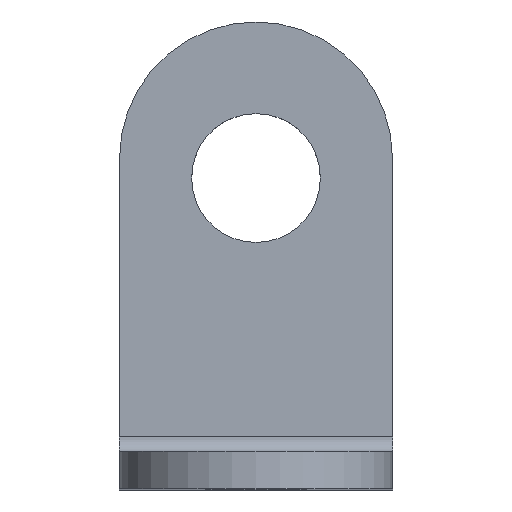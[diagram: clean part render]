
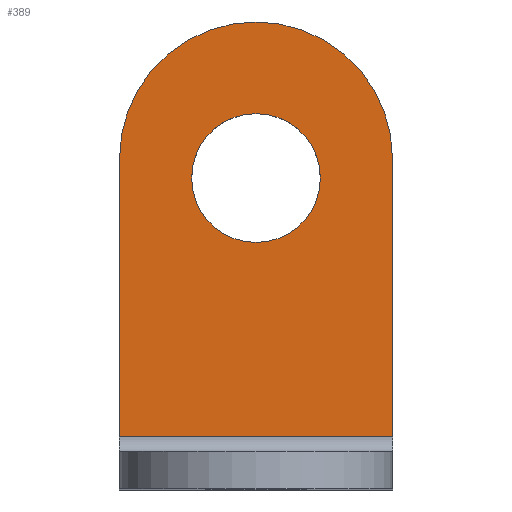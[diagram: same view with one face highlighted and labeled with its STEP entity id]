
A CAD part, top view. The second image highlights one B-rep face of the part: STEP entity #389.
In plain terms, the highlighted planar face has unit normal (0, 0, 1).
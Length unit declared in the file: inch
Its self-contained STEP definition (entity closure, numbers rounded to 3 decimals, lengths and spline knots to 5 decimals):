
#23=DIRECTION('',(0.,1.,0.));
#24=VECTOR('',#23,0.357);
#25=CARTESIAN_POINT('',(0.175,0.068,0.048));
#26=LINE('',#25,#24);
#40=CARTESIAN_POINT('',(0.,0.425,0.048));
#41=DIRECTION('',(0.,0.,1.));
#42=DIRECTION('',(1.,0.,0.));
#43=AXIS2_PLACEMENT_3D('',#40,#41,#42);
#45=DIRECTION('',(0.,1.,0.));
#46=VECTOR('',#45,0.357);
#47=CARTESIAN_POINT('',(-0.175,0.068,0.048));
#48=LINE('',#47,#46);
#71=DIRECTION('',(-1.,0.,0.));
#72=VECTOR('',#71,0.35);
#73=CARTESIAN_POINT('',(0.175,0.068,0.048));
#74=LINE('',#73,#72);
#75=CARTESIAN_POINT('',(0.,0.4,0.048));
#76=DIRECTION('',(0.,0.,1.));
#77=DIRECTION('',(1.,0.,0.));
#78=AXIS2_PLACEMENT_3D('',#75,#76,#77);
#80=CARTESIAN_POINT('',(0.,0.4,0.048));
#81=DIRECTION('',(0.,0.,1.));
#82=DIRECTION('',(-1.,0.,0.));
#83=AXIS2_PLACEMENT_3D('',#80,#81,#82);
#238=CARTESIAN_POINT('',(0.175,0.068,0.048));
#240=VERTEX_POINT('',#238);
#246=CARTESIAN_POINT('',(-0.175,0.068,0.048));
#248=VERTEX_POINT('',#246);
#285=CARTESIAN_POINT('',(0.0825,0.4,0.048));
#286=CARTESIAN_POINT('',(-0.0825,0.4,0.048));
#287=VERTEX_POINT('',#285);
#288=VERTEX_POINT('',#286);
#302=CARTESIAN_POINT('',(-0.175,0.425,0.048));
#304=VERTEX_POINT('',#302);
#307=CARTESIAN_POINT('',(0.175,0.425,0.048));
#308=VERTEX_POINT('',#307);
#371=CARTESIAN_POINT('',(0.175,0.068,0.048));
#372=DIRECTION('',(0.,0.,1.));
#373=DIRECTION('',(0.,1.,0.));
#374=AXIS2_PLACEMENT_3D('',#371,#372,#373);
#375=PLANE('',#374);
#376=ORIENTED_EDGE('',*,*,#343,.F.);
#377=ORIENTED_EDGE('',*,*,#328,.F.);
#379=ORIENTED_EDGE('',*,*,#378,.T.);
#380=ORIENTED_EDGE('',*,*,#354,.T.);
#381=EDGE_LOOP('',(#376,#377,#379,#380));
#382=FACE_OUTER_BOUND('',#381,.F.);
#384=ORIENTED_EDGE('',*,*,#383,.T.);
#386=ORIENTED_EDGE('',*,*,#385,.T.);
#387=EDGE_LOOP('',(#384,#386));
#388=FACE_BOUND('',#387,.F.);
#389=ADVANCED_FACE('',(#382,#388),#375,.T.);
#44=CIRCLE('',#43,0.175);
#79=CIRCLE('',#78,0.0825);
#84=CIRCLE('',#83,0.0825);
#328=EDGE_CURVE('',#240,#308,#26,.T.);
#343=EDGE_CURVE('',#308,#304,#44,.T.);
#354=EDGE_CURVE('',#248,#304,#48,.T.);
#378=EDGE_CURVE('',#240,#248,#74,.T.);
#383=EDGE_CURVE('',#287,#288,#79,.T.);
#385=EDGE_CURVE('',#288,#287,#84,.T.);
